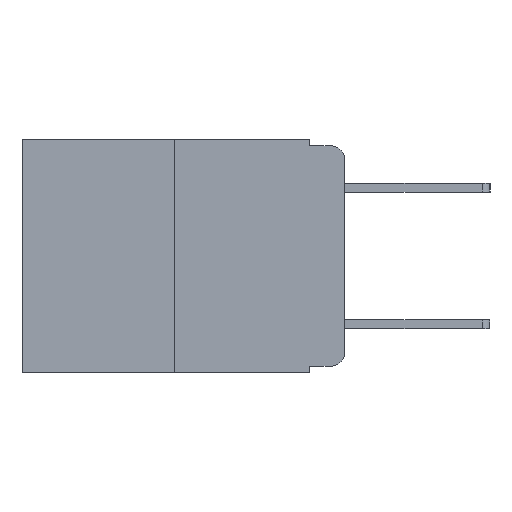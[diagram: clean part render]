
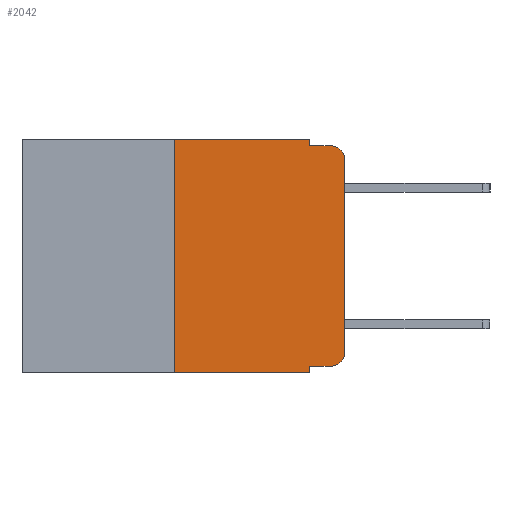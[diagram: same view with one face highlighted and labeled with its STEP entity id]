
A CAD part, left-side view. The second image highlights one B-rep face of the part: STEP entity #2042.
In plain terms, the highlighted planar face has unit normal (-1, 0, 0).
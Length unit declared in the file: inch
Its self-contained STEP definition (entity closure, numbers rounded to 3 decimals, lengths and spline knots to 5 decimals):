
#73 = VECTOR ( 'NONE', #3721, 39.37008 ) ;
#376 = DIRECTION ( 'NONE',  ( 1., 0., 0. ) ) ;
#415 = DIRECTION ( 'NONE',  ( 0., 0., -1. ) ) ;
#767 = VERTEX_POINT ( 'NONE', #9745 ) ;
#790 = VERTEX_POINT ( 'NONE', #10469 ) ;
#811 = DIRECTION ( 'NONE',  ( 0., -1., 0. ) ) ;
#901 = VERTEX_POINT ( 'NONE', #7396 ) ;
#1198 = VECTOR ( 'NONE', #14133, 39.37008 ) ;
#1358 = ORIENTED_EDGE ( 'NONE', *, *, #12245, .T. ) ;
#1611 = ORIENTED_EDGE ( 'NONE', *, *, #4591, .T. ) ;
#1617 = CARTESIAN_POINT ( 'NONE',  ( 0., 0.051, -0.01 ) ) ;
#1803 = VERTEX_POINT ( 'NONE', #6642 ) ;
#1828 = DIRECTION ( 'NONE',  ( -1., 0., 0. ) ) ;
#1921 = AXIS2_PLACEMENT_3D ( 'NONE', #7935, #16224, #9137 ) ;
#2042 = ADVANCED_FACE ( 'NONE', ( #8577 ), #2632, .F. ) ;
#2090 = LINE ( 'NONE', #14410, #8091 ) ;
#2177 = CARTESIAN_POINT ( 'NONE',  ( 0., 0.051, -0.333 ) ) ;
#2308 = DIRECTION ( 'NONE',  ( 0., 0., -1. ) ) ;
#2404 = CARTESIAN_POINT ( 'NONE',  ( 0., 0., 0. ) ) ;
#2515 = LINE ( 'NONE', #6444, #12027 ) ;
#2632 = PLANE ( 'NONE',  #8162 ) ;
#2727 = ORIENTED_EDGE ( 'NONE', *, *, #8209, .F. ) ;
#3095 = VERTEX_POINT ( 'NONE', #9919 ) ;
#3156 = EDGE_CURVE ( 'NONE', #13843, #10088, #2515, .T. ) ;
#3625 = CARTESIAN_POINT ( 'NONE',  ( 0., 0.473, 0. ) ) ;
#3721 = DIRECTION ( 'NONE',  ( 0., 0., 1. ) ) ;
#3877 = VERTEX_POINT ( 'NONE', #14430 ) ;
#4188 = VECTOR ( 'NONE', #811, 39.37008 ) ;
#4591 = EDGE_CURVE ( 'NONE', #1803, #790, #10441, .T. ) ;
#4986 = ORIENTED_EDGE ( 'NONE', *, *, #9832, .T. ) ;
#5002 = VERTEX_POINT ( 'NONE', #1617 ) ;
#5593 = VERTEX_POINT ( 'NONE', #14314 ) ;
#6444 = CARTESIAN_POINT ( 'NONE',  ( 0., 0.473, -0.343 ) ) ;
#6642 = CARTESIAN_POINT ( 'NONE',  ( 0., 0.02, -0.333 ) ) ;
#7396 = CARTESIAN_POINT ( 'NONE',  ( 0., 0.051, -0.333 ) ) ;
#7676 = ORIENTED_EDGE ( 'NONE', *, *, #3156, .T. ) ;
#7935 = CARTESIAN_POINT ( 'NONE',  ( 0., 0.02, -0.03 ) ) ;
#8002 = EDGE_CURVE ( 'NONE', #767, #3877, #10331, .T. ) ;
#8091 = VECTOR ( 'NONE', #8512, 39.37008 ) ;
#8162 = AXIS2_PLACEMENT_3D ( 'NONE', #3625, #376, #415 ) ;
#8209 = EDGE_CURVE ( 'NONE', #3877, #5002, #11308, .T. ) ;
#8512 = DIRECTION ( 'NONE',  ( 0., -1., 0. ) ) ;
#8530 = LINE ( 'NONE', #2177, #11332 ) ;
#8577 = FACE_OUTER_BOUND ( 'NONE', #12989, .T. ) ;
#8624 = CARTESIAN_POINT ( 'NONE',  ( 0., 0.051, 0. ) ) ;
#8627 = CARTESIAN_POINT ( 'NONE',  ( 0., 0.473, 0. ) ) ;
#8636 = CIRCLE ( 'NONE', #1921, 0.02 ) ;
#8737 = CARTESIAN_POINT ( 'NONE',  ( 0., 0.25, 0. ) ) ;
#8897 = LINE ( 'NONE', #8624, #11735 ) ;
#8988 = EDGE_CURVE ( 'NONE', #5002, #5593, #2090, .T. ) ;
#9137 = DIRECTION ( 'NONE',  ( 0., 0., -1. ) ) ;
#9437 = CARTESIAN_POINT ( 'NONE',  ( 0., 0.02, -0.313 ) ) ;
#9745 = CARTESIAN_POINT ( 'NONE',  ( 0., 0.25, 0. ) ) ;
#9832 = EDGE_CURVE ( 'NONE', #3095, #5593, #8636, .T. ) ;
#9919 = CARTESIAN_POINT ( 'NONE',  ( 0., 0., -0.03 ) ) ;
#10011 = DIRECTION ( 'NONE',  ( 0., -1., 0. ) ) ;
#10088 = VERTEX_POINT ( 'NONE', #13073 ) ;
#10331 = LINE ( 'NONE', #8627, #4188 ) ;
#10419 = LINE ( 'NONE', #8737, #73 ) ;
#10441 = CIRCLE ( 'NONE', #13594, 0.02 ) ;
#10469 = CARTESIAN_POINT ( 'NONE',  ( 0., 0., -0.313 ) ) ;
#10633 = DIRECTION ( 'NONE',  ( 0., 0., -1. ) ) ;
#10888 = ORIENTED_EDGE ( 'NONE', *, *, #13788, .F. ) ;
#11308 = LINE ( 'NONE', #12967, #1198 ) ;
#11332 = VECTOR ( 'NONE', #13330, 39.37008 ) ;
#11735 = VECTOR ( 'NONE', #2308, 39.37008 ) ;
#12027 = VECTOR ( 'NONE', #10011, 39.37008 ) ;
#12215 = ORIENTED_EDGE ( 'NONE', *, *, #8988, .F. ) ;
#12245 = EDGE_CURVE ( 'NONE', #790, #3095, #15066, .T. ) ;
#12967 = CARTESIAN_POINT ( 'NONE',  ( 0., 0.051, 0. ) ) ;
#12989 = EDGE_LOOP ( 'NONE', ( #1358, #4986, #12215, #2727, #15690, #13318, #7676, #10888, #14383, #1611 ) ) ;
#13008 = EDGE_CURVE ( 'NONE', #13843, #767, #10419, .T. ) ;
#13073 = CARTESIAN_POINT ( 'NONE',  ( 0., 0.051, -0.343 ) ) ;
#13318 = ORIENTED_EDGE ( 'NONE', *, *, #13008, .F. ) ;
#13330 = DIRECTION ( 'NONE',  ( 0., -1., 0. ) ) ;
#13594 = AXIS2_PLACEMENT_3D ( 'NONE', #9437, #1828, #10633 ) ;
#13788 = EDGE_CURVE ( 'NONE', #901, #10088, #8897, .T. ) ;
#13843 = VERTEX_POINT ( 'NONE', #14574 ) ;
#14133 = DIRECTION ( 'NONE',  ( 0., 0., -1. ) ) ;
#14314 = CARTESIAN_POINT ( 'NONE',  ( 0., 0.02, -0.01 ) ) ;
#14383 = ORIENTED_EDGE ( 'NONE', *, *, #14561, .T. ) ;
#14410 = CARTESIAN_POINT ( 'NONE',  ( 0., 0.051, -0.01 ) ) ;
#14430 = CARTESIAN_POINT ( 'NONE',  ( 0., 0.051, 0. ) ) ;
#14561 = EDGE_CURVE ( 'NONE', #901, #1803, #8530, .T. ) ;
#14574 = CARTESIAN_POINT ( 'NONE',  ( 0., 0.25, -0.343 ) ) ;
#15066 = LINE ( 'NONE', #2404, #15440 ) ;
#15440 = VECTOR ( 'NONE', #15812, 39.37008 ) ;
#15690 = ORIENTED_EDGE ( 'NONE', *, *, #8002, .F. ) ;
#15812 = DIRECTION ( 'NONE',  ( 0., 0., 1. ) ) ;
#16224 = DIRECTION ( 'NONE',  ( -1., 0., 0. ) ) ;
